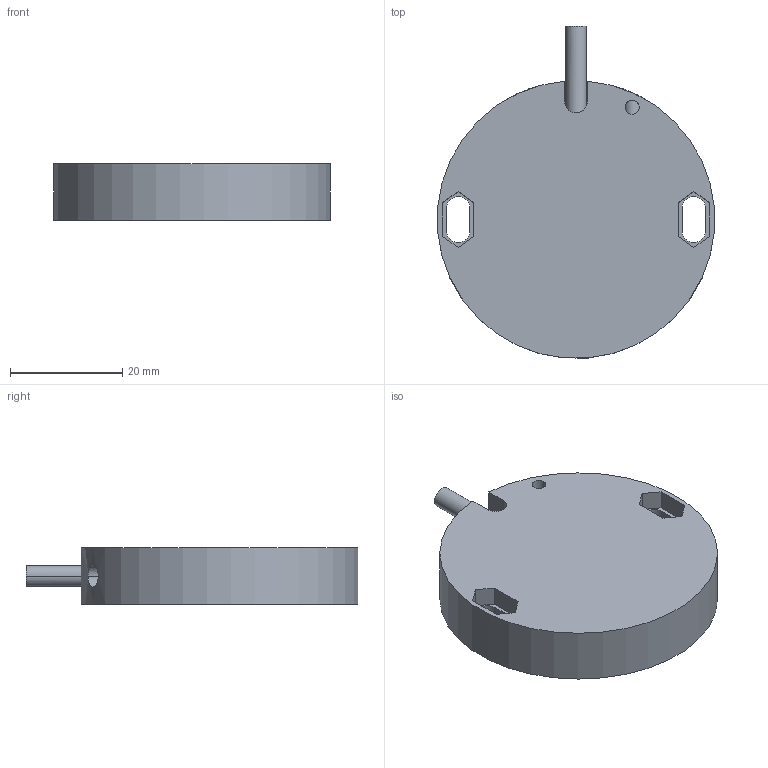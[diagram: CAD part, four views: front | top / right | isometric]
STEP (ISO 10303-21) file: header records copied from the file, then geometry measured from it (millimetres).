
FILE_DESCRIPTION((''),'2;1');
FILE_NAME('CAD-7066','2020-09-17T11:21:29',('creinig-se'),(''),'CREO PARAMETRIC BY PTC INC, 2019292','CREO PARAMETRIC BY PTC INC, 2019292','');
FILE_SCHEMA(('CONFIG_CONTROL_DESIGN','SHAPE_APPEARANCE_LAYERS_GROUPS'));
Length unit declared in the file: millimetre
Products named in the file (1): CAD-7066
Bounding box: 49.32 x 59.16 x 10 mm (x, y, z)
Volume: 18325.1 mm3; surface area: 6126.6 mm2
Topology: 1 solids, 1 shells, 96 faces, 309 edges, 250 vertices
Faces by surface type: plane 58, cylinder 38
Entity records: 4538 total; most frequent: CARTESIAN_POINT 737, DIRECTION 571, ORIENTED_EDGE 480, PRESENTATION_STYLE_ASSIGNMENT 317, STYLED_ITEM 311, CURVE_STYLE 310, EDGE_CURVE 240, VECTOR 221
